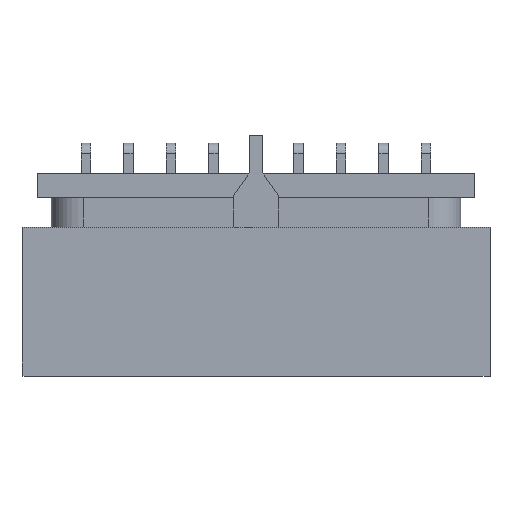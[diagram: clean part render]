
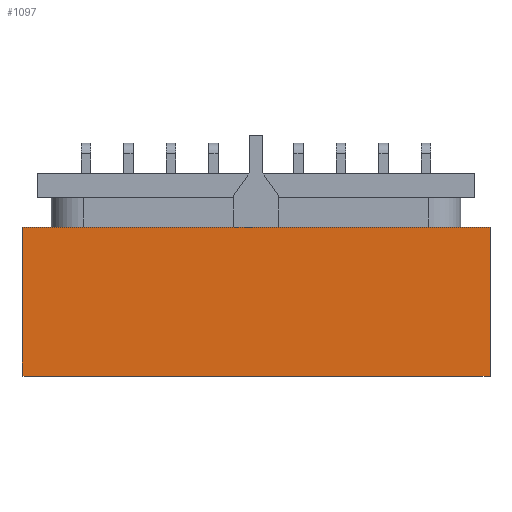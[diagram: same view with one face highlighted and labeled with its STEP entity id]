
A CAD part, top view. The second image highlights one B-rep face of the part: STEP entity #1097.
In plain terms, the highlighted planar face has unit normal (0, 0, 1).
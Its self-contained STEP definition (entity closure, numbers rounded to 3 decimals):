
#764 = PLANE('',#765);
#765 = AXIS2_PLACEMENT_3D('',#766,#767,#768);
#766 = CARTESIAN_POINT('',(0.,0.,
    0.334));
#767 = DIRECTION('',(0.,1.,0.));
#768 = DIRECTION('',(0.,0.,1.));
#914 = EDGE_CURVE('',#915,#917,#919,.T.);
#915 = VERTEX_POINT('',#916);
#916 = CARTESIAN_POINT('',(-22.,0.,5.75));
#917 = VERTEX_POINT('',#918);
#918 = CARTESIAN_POINT('',(22.,0.,5.75));
#919 = SURFACE_CURVE('',#920,(#924,#931),.PCURVE_S1.);
#920 = LINE('',#921,#922);
#921 = CARTESIAN_POINT('',(-22.,0.,5.75));
#922 = VECTOR('',#923,1.);
#923 = DIRECTION('',(1.,0.,0.));
#924 = PCURVE('',#764,#925);
#925 = DEFINITIONAL_REPRESENTATION('',(#926),#930);
#926 = LINE('',#927,#928);
#927 = CARTESIAN_POINT('',(5.416,-22.));
#928 = VECTOR('',#929,1.);
#929 = DIRECTION('',(0.,1.));
#930 = ( GEOMETRIC_REPRESENTATION_CONTEXT(2) 
PARAMETRIC_REPRESENTATION_CONTEXT() REPRESENTATION_CONTEXT('2D SPACE',''
  ) );
#931 = PCURVE('',#932,#937);
#932 = PLANE('',#933);
#933 = AXIS2_PLACEMENT_3D('',#934,#935,#936);
#934 = CARTESIAN_POINT('',(-22.,0.,5.75));
#935 = DIRECTION('',(0.,0.,1.));
#936 = DIRECTION('',(1.,0.,0.));
#937 = DEFINITIONAL_REPRESENTATION('',(#938),#942);
#938 = LINE('',#939,#940);
#939 = CARTESIAN_POINT('',(0.,0.));
#940 = VECTOR('',#941,1.);
#941 = DIRECTION('',(1.,0.));
#942 = ( GEOMETRIC_REPRESENTATION_CONTEXT(2) 
PARAMETRIC_REPRESENTATION_CONTEXT() REPRESENTATION_CONTEXT('2D SPACE',''
  ) );
#960 = PLANE('',#961);
#961 = AXIS2_PLACEMENT_3D('',#962,#963,#964);
#962 = CARTESIAN_POINT('',(22.,0.,5.75));
#963 = DIRECTION('',(1.,0.,0.));
#964 = DIRECTION('',(0.,0.,-1.));
#1080 = PLANE('',#1081);
#1081 = AXIS2_PLACEMENT_3D('',#1082,#1083,#1084);
#1082 = CARTESIAN_POINT('',(-22.,0.,5.75));
#1083 = DIRECTION('',(1.,0.,0.));
#1084 = DIRECTION('',(0.,0.,-1.));
#1097 = ADVANCED_FACE('',(#1098),#932,.T.);
#1098 = FACE_BOUND('',#1099,.T.);
#1099 = EDGE_LOOP('',(#1100,#1123,#1151,#1172));
#1100 = ORIENTED_EDGE('',*,*,#1101,.T.);
#1101 = EDGE_CURVE('',#915,#1102,#1104,.T.);
#1102 = VERTEX_POINT('',#1103);
#1103 = CARTESIAN_POINT('',(-22.,-14.,5.75));
#1104 = SURFACE_CURVE('',#1105,(#1109,#1116),.PCURVE_S1.);
#1105 = LINE('',#1106,#1107);
#1106 = CARTESIAN_POINT('',(-22.,0.,5.75));
#1107 = VECTOR('',#1108,1.);
#1108 = DIRECTION('',(0.,-1.,0.));
#1109 = PCURVE('',#932,#1110);
#1110 = DEFINITIONAL_REPRESENTATION('',(#1111),#1115);
#1111 = LINE('',#1112,#1113);
#1112 = CARTESIAN_POINT('',(0.,0.));
#1113 = VECTOR('',#1114,1.);
#1114 = DIRECTION('',(0.,-1.));
#1115 = ( GEOMETRIC_REPRESENTATION_CONTEXT(2) 
PARAMETRIC_REPRESENTATION_CONTEXT() REPRESENTATION_CONTEXT('2D SPACE',''
  ) );
#1116 = PCURVE('',#1080,#1117);
#1117 = DEFINITIONAL_REPRESENTATION('',(#1118),#1122);
#1118 = LINE('',#1119,#1120);
#1119 = CARTESIAN_POINT('',(0.,0.));
#1120 = VECTOR('',#1121,1.);
#1121 = DIRECTION('',(0.,-1.));
#1122 = ( GEOMETRIC_REPRESENTATION_CONTEXT(2) 
PARAMETRIC_REPRESENTATION_CONTEXT() REPRESENTATION_CONTEXT('2D SPACE',''
  ) );
#1123 = ORIENTED_EDGE('',*,*,#1124,.T.);
#1124 = EDGE_CURVE('',#1102,#1125,#1127,.T.);
#1125 = VERTEX_POINT('',#1126);
#1126 = CARTESIAN_POINT('',(22.,-14.,5.75));
#1127 = SURFACE_CURVE('',#1128,(#1132,#1139),.PCURVE_S1.);
#1128 = LINE('',#1129,#1130);
#1129 = CARTESIAN_POINT('',(-22.,-14.,5.75));
#1130 = VECTOR('',#1131,1.);
#1131 = DIRECTION('',(1.,0.,0.));
#1132 = PCURVE('',#932,#1133);
#1133 = DEFINITIONAL_REPRESENTATION('',(#1134),#1138);
#1134 = LINE('',#1135,#1136);
#1135 = CARTESIAN_POINT('',(0.,-14.));
#1136 = VECTOR('',#1137,1.);
#1137 = DIRECTION('',(1.,0.));
#1138 = ( GEOMETRIC_REPRESENTATION_CONTEXT(2) 
PARAMETRIC_REPRESENTATION_CONTEXT() REPRESENTATION_CONTEXT('2D SPACE',''
  ) );
#1139 = PCURVE('',#1140,#1145);
#1140 = PLANE('',#1141);
#1141 = AXIS2_PLACEMENT_3D('',#1142,#1143,#1144);
#1142 = CARTESIAN_POINT('',(0.,-14.,0.334));
#1143 = DIRECTION('',(0.,1.,0.));
#1144 = DIRECTION('',(0.,0.,1.));
#1145 = DEFINITIONAL_REPRESENTATION('',(#1146),#1150);
#1146 = LINE('',#1147,#1148);
#1147 = CARTESIAN_POINT('',(5.416,-22.));
#1148 = VECTOR('',#1149,1.);
#1149 = DIRECTION('',(0.,1.));
#1150 = ( GEOMETRIC_REPRESENTATION_CONTEXT(2) 
PARAMETRIC_REPRESENTATION_CONTEXT() REPRESENTATION_CONTEXT('2D SPACE',''
  ) );
#1151 = ORIENTED_EDGE('',*,*,#1152,.F.);
#1152 = EDGE_CURVE('',#917,#1125,#1153,.T.);
#1153 = SURFACE_CURVE('',#1154,(#1158,#1165),.PCURVE_S1.);
#1154 = LINE('',#1155,#1156);
#1155 = CARTESIAN_POINT('',(22.,0.,5.75));
#1156 = VECTOR('',#1157,1.);
#1157 = DIRECTION('',(0.,-1.,0.));
#1158 = PCURVE('',#932,#1159);
#1159 = DEFINITIONAL_REPRESENTATION('',(#1160),#1164);
#1160 = LINE('',#1161,#1162);
#1161 = CARTESIAN_POINT('',(44.,0.));
#1162 = VECTOR('',#1163,1.);
#1163 = DIRECTION('',(0.,-1.));
#1164 = ( GEOMETRIC_REPRESENTATION_CONTEXT(2) 
PARAMETRIC_REPRESENTATION_CONTEXT() REPRESENTATION_CONTEXT('2D SPACE',''
  ) );
#1165 = PCURVE('',#960,#1166);
#1166 = DEFINITIONAL_REPRESENTATION('',(#1167),#1171);
#1167 = LINE('',#1168,#1169);
#1168 = CARTESIAN_POINT('',(0.,0.));
#1169 = VECTOR('',#1170,1.);
#1170 = DIRECTION('',(0.,-1.));
#1171 = ( GEOMETRIC_REPRESENTATION_CONTEXT(2) 
PARAMETRIC_REPRESENTATION_CONTEXT() REPRESENTATION_CONTEXT('2D SPACE',''
  ) );
#1172 = ORIENTED_EDGE('',*,*,#914,.F.);
